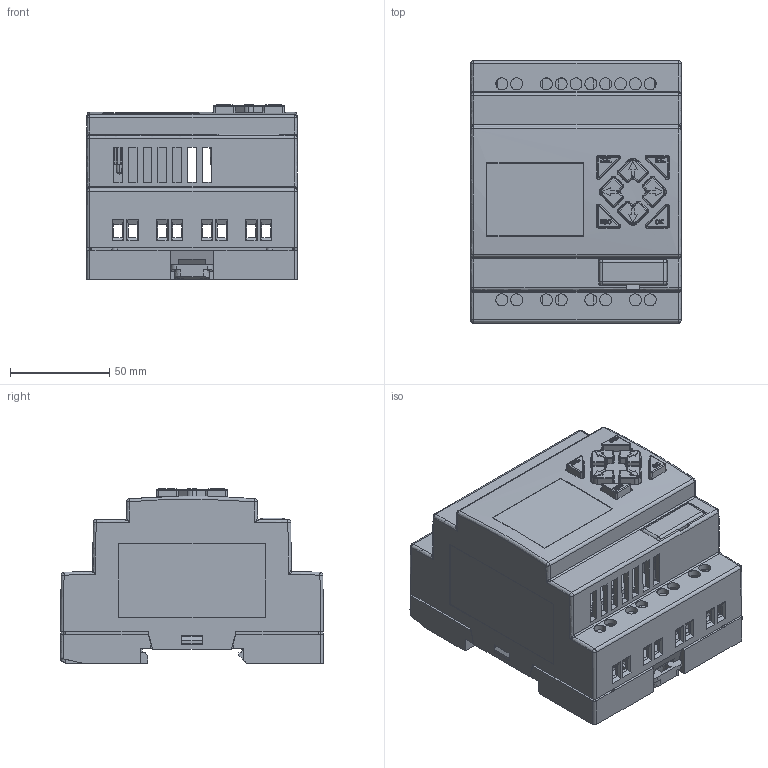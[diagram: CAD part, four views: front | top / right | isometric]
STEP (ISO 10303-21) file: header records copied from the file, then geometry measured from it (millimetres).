
FILE_DESCRIPTION(('FreeCAD Model'),'2;1');
FILE_NAME('Open CASCADE Shape Model','2025-04-30T06:21:38',('FreeCAD'),( 'FreeCAD'),'Open CASCADE STEP processor 7.6','FreeCAD','Unknown');
FILE_SCHEMA(('AUTOMOTIVE_DESIGN { 1 0 10303 214 1 1 1 1 }'));
Products named in the file (1): Open CASCADE STEP translator 7.6 1
Bounding box: 105.86 x 132.33 x 88.09 mm (x, y, z)
Volume: 222852 mm3; surface area: 183608.4 mm2
Topology: 24 solids, 24 shells, 3142 faces, 8600 edges, 5443 vertices
Faces by surface type: bspline 3142
Entity records: 94644 total; most frequent: CARTESIAN_POINT 44725, ORIENTED_EDGE 17010, EDGE_CURVE 8505, B_SPLINE_CURVE_WITH_KNOTS 6809, VERTEX_POINT 5443, FACE_BOUND 3370, EDGE_LOOP 3370, ADVANCED_FACE 3142
